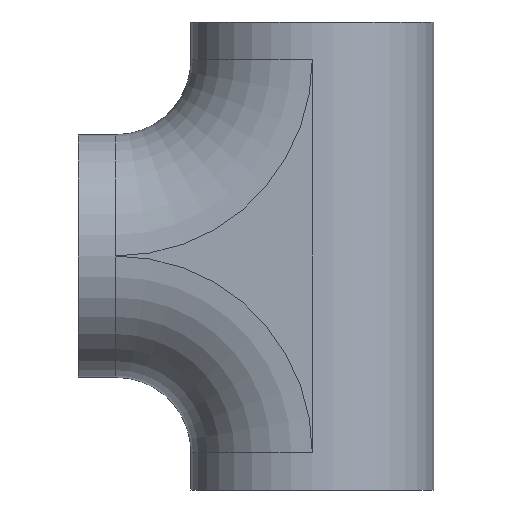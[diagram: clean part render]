
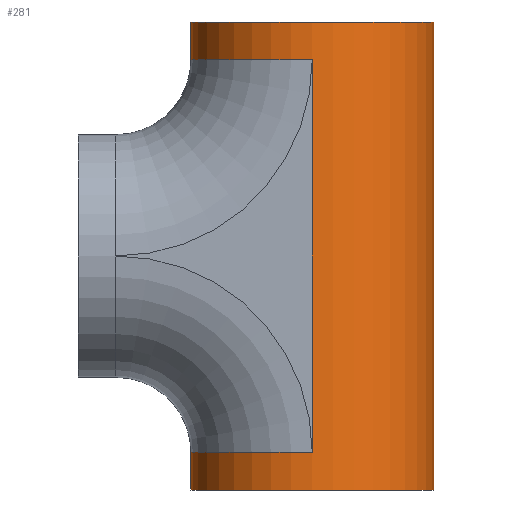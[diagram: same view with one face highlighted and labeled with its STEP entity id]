
A CAD part, left-side view. The second image highlights one B-rep face of the part: STEP entity #281.
In plain terms, the highlighted cylindrical face has radius 44.45 mm (diameter 88.9 mm), a partial arc.
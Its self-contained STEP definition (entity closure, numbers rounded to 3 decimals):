
#1 = CARTESIAN_POINT ( 'NONE',  ( -44.45, 0., 71.95 ) ) ;
#20 = AXIS2_PLACEMENT_3D ( 'NONE', #508, #40, #337 ) ;
#28 = AXIS2_PLACEMENT_3D ( 'NONE', #118, #47, #305 ) ;
#40 = DIRECTION ( 'NONE',  ( 0., 0., -1. ) ) ;
#45 = VERTEX_POINT ( 'NONE', #615 ) ;
#47 = DIRECTION ( 'NONE',  ( 0., 0., -1. ) ) ;
#57 = DIRECTION ( 'NONE',  ( 0., 0., -1. ) ) ;
#77 = CARTESIAN_POINT ( 'NONE',  ( 0., 0., 85.7 ) ) ;
#99 = CARTESIAN_POINT ( 'NONE',  ( 0., 44.45, 71.95 ) ) ;
#100 = VECTOR ( 'NONE', #399, 1000. ) ;
#116 = EDGE_CURVE ( 'NONE', #485, #253, #583, .T. ) ;
#118 = CARTESIAN_POINT ( 'NONE',  ( 0., 0., -85.7 ) ) ;
#120 = DIRECTION ( 'NONE',  ( 1., 0., 0. ) ) ;
#128 = CIRCLE ( 'NONE', #153, 44.45 ) ;
#130 = EDGE_CURVE ( 'NONE', #45, #745, #741, .T. ) ;
#138 = CYLINDRICAL_SURFACE ( 'NONE', #684, 44.45 ) ;
#145 = LINE ( 'NONE', #385, #100 ) ;
#149 = DIRECTION ( 'NONE',  ( 0., 1., 0. ) ) ;
#150 = VECTOR ( 'NONE', #57, 1000. ) ;
#153 = AXIS2_PLACEMENT_3D ( 'NONE', #556, #256, #498 ) ;
#208 = LINE ( 'NONE', #512, #278 ) ;
#227 = VERTEX_POINT ( 'NONE', #310 ) ;
#236 = CARTESIAN_POINT ( 'NONE',  ( 0., 44.45, -85.7 ) ) ;
#239 = AXIS2_PLACEMENT_3D ( 'NONE', #738, #465, #120 ) ;
#253 = VERTEX_POINT ( 'NONE', #489 ) ;
#256 = DIRECTION ( 'NONE',  ( 0., 0., 1. ) ) ;
#262 = EDGE_CURVE ( 'NONE', #642, #485, #128, .T. ) ;
#269 = CARTESIAN_POINT ( 'NONE',  ( 0., 44.45, -71.95 ) ) ;
#278 = VECTOR ( 'NONE', #335, 1000. ) ;
#281 = ADVANCED_FACE ( 'NONE', ( #666 ), #138, .T. ) ;
#282 = EDGE_LOOP ( 'NONE', ( #702, #549, #638, #455, #434, #420, #360, #584 ) ) ;
#283 = EDGE_CURVE ( 'NONE', #227, #642, #613, .T. ) ;
#290 = CARTESIAN_POINT ( 'NONE',  ( -44.45, 0., 71.95 ) ) ;
#294 = EDGE_CURVE ( 'NONE', #515, #45, #208, .T. ) ;
#305 = DIRECTION ( 'NONE',  ( 1., 0., 0. ) ) ;
#310 = CARTESIAN_POINT ( 'NONE',  ( 0., 44.45, 85.7 ) ) ;
#335 = DIRECTION ( 'NONE',  ( 0., 0., -1. ) ) ;
#337 = DIRECTION ( 'NONE',  ( 1., 0., 0. ) ) ;
#360 = ORIENTED_EDGE ( 'NONE', *, *, #398, .T. ) ;
#369 = VERTEX_POINT ( 'NONE', #269 ) ;
#382 = DIRECTION ( 'NONE',  ( 0., 0., -1. ) ) ;
#385 = CARTESIAN_POINT ( 'NONE',  ( 0., 44.45, 85.7 ) ) ;
#398 = EDGE_CURVE ( 'NONE', #369, #745, #145, .T. ) ;
#399 = DIRECTION ( 'NONE',  ( 0., 0., -1. ) ) ;
#407 = VECTOR ( 'NONE', #575, 1000. ) ;
#420 = ORIENTED_EDGE ( 'NONE', *, *, #626, .T. ) ;
#434 = ORIENTED_EDGE ( 'NONE', *, *, #116, .T. ) ;
#455 = ORIENTED_EDGE ( 'NONE', *, *, #262, .T. ) ;
#465 = DIRECTION ( 'NONE',  ( 0., 0., 1. ) ) ;
#485 = VERTEX_POINT ( 'NONE', #1 ) ;
#489 = CARTESIAN_POINT ( 'NONE',  ( -44.45, 0., -71.95 ) ) ;
#498 = DIRECTION ( 'NONE',  ( 1., 0., 0. ) ) ;
#508 = CARTESIAN_POINT ( 'NONE',  ( 0., 0., -71.95 ) ) ;
#512 = CARTESIAN_POINT ( 'NONE',  ( 0., -44.45, 85.7 ) ) ;
#515 = VERTEX_POINT ( 'NONE', #543 ) ;
#543 = CARTESIAN_POINT ( 'NONE',  ( 0., -44.45, 85.7 ) ) ;
#549 = ORIENTED_EDGE ( 'NONE', *, *, #703, .F. ) ;
#555 = CIRCLE ( 'NONE', #20, 44.45 ) ;
#556 = CARTESIAN_POINT ( 'NONE',  ( 0., 0., 71.95 ) ) ;
#566 = CIRCLE ( 'NONE', #239, 44.45 ) ;
#575 = DIRECTION ( 'NONE',  ( 0., 0., -1. ) ) ;
#583 = LINE ( 'NONE', #290, #150 ) ;
#584 = ORIENTED_EDGE ( 'NONE', *, *, #130, .F. ) ;
#613 = LINE ( 'NONE', #628, #407 ) ;
#615 = CARTESIAN_POINT ( 'NONE',  ( 0., -44.45, -85.7 ) ) ;
#626 = EDGE_CURVE ( 'NONE', #253, #369, #555, .T. ) ;
#628 = CARTESIAN_POINT ( 'NONE',  ( 0., 44.45, 85.7 ) ) ;
#638 = ORIENTED_EDGE ( 'NONE', *, *, #283, .T. ) ;
#642 = VERTEX_POINT ( 'NONE', #99 ) ;
#666 = FACE_OUTER_BOUND ( 'NONE', #282, .T. ) ;
#684 = AXIS2_PLACEMENT_3D ( 'NONE', #77, #382, #149 ) ;
#702 = ORIENTED_EDGE ( 'NONE', *, *, #294, .F. ) ;
#703 = EDGE_CURVE ( 'NONE', #227, #515, #566, .T. ) ;
#738 = CARTESIAN_POINT ( 'NONE',  ( 0., 0., 85.7 ) ) ;
#741 = CIRCLE ( 'NONE', #28, 44.45 ) ;
#745 = VERTEX_POINT ( 'NONE', #236 ) ;
